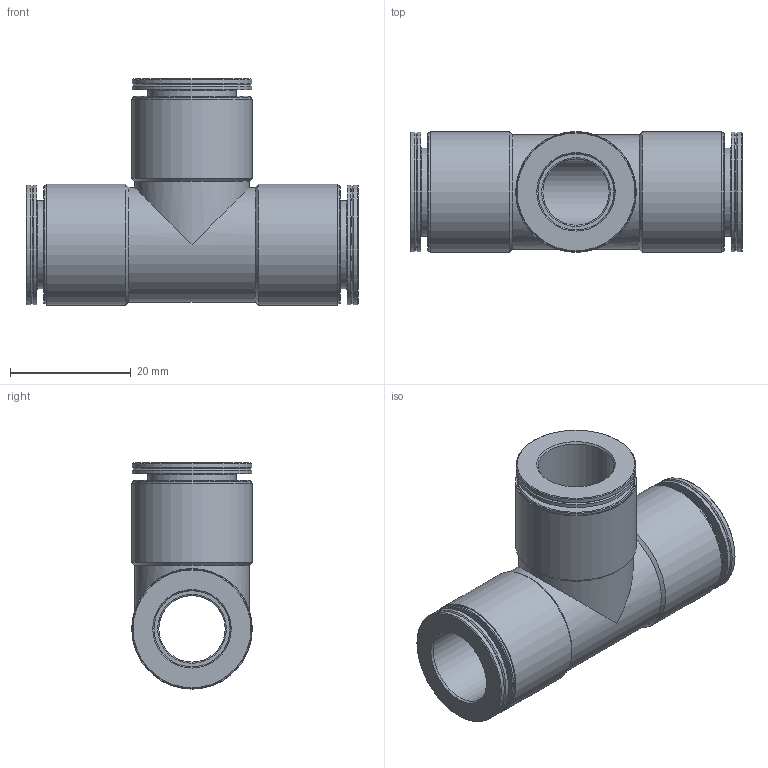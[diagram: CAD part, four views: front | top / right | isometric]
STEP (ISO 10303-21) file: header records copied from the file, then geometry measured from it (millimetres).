
FILE_DESCRIPTION(/* description */ ('STEP AP214'),/* implementation_level */ '2;1');
FILE_NAME(/* name */ '565354_CRQST-1_2T-U',/* time_stamp */ '2024-08-09T14:21:28+02:00',/* author */ ('License CC BY-ND 4.0'),/* organization */ ('CADENAS'),/* preprocessor_version */ 'ST-DEVELOPER v19.3',/* originating_system */ 'PARTsolutions',/* authorisation */ ' ');
FILE_SCHEMA (('AUTOMOTIVE_DESIGN {1 0 10303 214 3 1 1}'));
Length unit declared in the file: millimetre
Products named in the file (1): 565354 CRQST-1/2T-U
Bounding box: 55 x 20 x 37.5 mm (x, y, z)
Volume: 12959.7 mm3; surface area: 8707.7 mm2
Topology: 1 solids, 1 shells, 61 faces, 110 edges, 64 vertices
Faces by surface type: cylinder 22, cone 18, plane 15, torus 6
Full cylindrical faces by diameter (mm): 11 x2, 12.6 x3, 14.6 x3, 19 x2, 19.6 x3, 19.8 x6, 20 x3
Entity records: 1292 total; most frequent: DIRECTION 252, CARTESIAN_POINT 190, ORIENTED_EDGE 128, AXIS2_PLACEMENT_3D 126, EDGE_LOOP 124, FACE_BOUND 124, EDGE_CURVE 64, VERTEX_POINT 64
